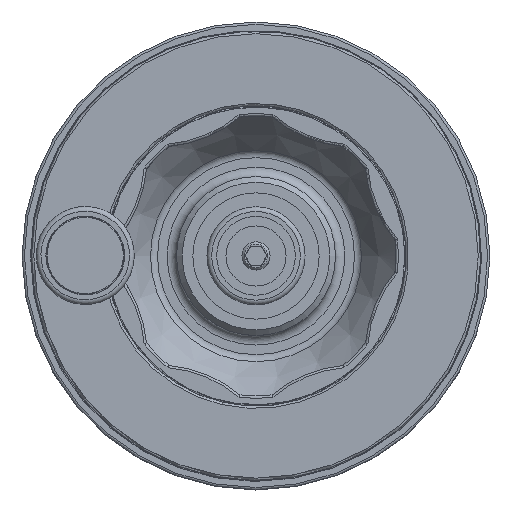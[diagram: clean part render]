
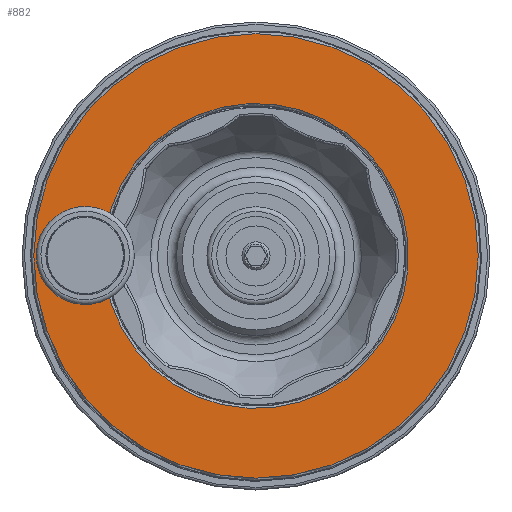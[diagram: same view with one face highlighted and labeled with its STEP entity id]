
A CAD part, top view. The second image highlights one B-rep face of the part: STEP entity #882.
In plain terms, the highlighted planar face has unit normal (0, 0, 1).
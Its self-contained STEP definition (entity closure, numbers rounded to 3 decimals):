
#882 = ADVANCED_FACE( '', ( #1896, #1897 ), #1898, .F. );
#1896 = FACE_OUTER_BOUND( '', #3274, .T. );
#1897 = FACE_BOUND( '', #3275, .T. );
#1898 = PLANE( '', #3276 );
#3274 = EDGE_LOOP( '', ( #6953 ) );
#3275 = EDGE_LOOP( '', ( #6954, #6955, #6956, #6957, #6958, #6959 ) );
#3276 = AXIS2_PLACEMENT_3D( '', #6960, #6961, #6962 );
#6953 = ORIENTED_EDGE( '', *, *, #9054, .T. );
#6954 = ORIENTED_EDGE( '', *, *, #9026, .F. );
#6955 = ORIENTED_EDGE( '', *, *, #9032, .T. );
#6956 = ORIENTED_EDGE( '', *, *, #9022, .F. );
#6957 = ORIENTED_EDGE( '', *, *, #9029, .F. );
#6958 = ORIENTED_EDGE( '', *, *, #9064, .F. );
#6959 = ORIENTED_EDGE( '', *, *, #9065, .F. );
#6960 = CARTESIAN_POINT( '', ( 0., 48., 12.4 ) );
#6961 = DIRECTION( '', ( 0., 0., -1. ) );
#6962 = DIRECTION( '', ( -1., 0., 0. ) );
#9022 = EDGE_CURVE( '', #11137, #11139, #11140, .T. );
#9026 = EDGE_CURVE( '', #11145, #11147, #11148, .T. );
#9029 = EDGE_CURVE( '', #11152, #11137, #11153, .T. );
#9032 = EDGE_CURVE( '', #11145, #11139, #11157, .T. );
#9054 = EDGE_CURVE( '', #11188, #11188, #11189, .F. );
#9064 = EDGE_CURVE( '', #11203, #11152, #11204, .T. );
#9065 = EDGE_CURVE( '', #11147, #11203, #11205, .T. );
#11137 = VERTEX_POINT( '', #16438 );
#11139 = VERTEX_POINT( '', #16441 );
#11140 = LINE( '', #16442, #16443 );
#11145 = VERTEX_POINT( '', #16454 );
#11147 = VERTEX_POINT( '', #16461 );
#11148 = LINE( '', #16462, #16463 );
#11152 = VERTEX_POINT( '', #16469 );
#11153 = LINE( '', #16470, #16471 );
#11157 = CIRCLE( '', #16477, 32.6 );
#11188 = VERTEX_POINT( '', #16516 );
#11189 = CIRCLE( '', #16517, 47.5 );
#11203 = VERTEX_POINT( '', #16534 );
#11204 = LINE( '', #16535, #16536 );
#11205 = LINE( '', #16537, #16538 );
#16438 = CARTESIAN_POINT( '', ( -36.643, -7.439, 12.4 ) );
#16441 = CARTESIAN_POINT( '', ( -32.222, -4.951, 12.4 ) );
#16442 = CARTESIAN_POINT( '', ( 14.881, 21.55, 12.4 ) );
#16443 = VECTOR( '', #18713, 1000. );
#16454 = CARTESIAN_POINT( '', ( -32.222, 4.951, 12.4 ) );
#16461 = CARTESIAN_POINT( '', ( -36.643, 7.439, 12.4 ) );
#16462 = CARTESIAN_POINT( '', ( -26.144, 1.532, 12.4 ) );
#16463 = VECTOR( '', #18715, 1000. );
#16469 = CARTESIAN_POINT( '', ( -42.993, -3.866, 12.4 ) );
#16470 = CARTESIAN_POINT( '', ( -32.501, -9.769, 12.4 ) );
#16471 = VECTOR( '', #18718, 1000. );
#16477 = AXIS2_PLACEMENT_3D( '', #18721, #18722, #18723 );
#16516 = CARTESIAN_POINT( '', ( -47.5, 0., 12.4 ) );
#16517 = AXIS2_PLACEMENT_3D( '', #18771, #18772, #18773 );
#16534 = CARTESIAN_POINT( '', ( -42.993, 3.866, 12.4 ) );
#16535 = CARTESIAN_POINT( '', ( -42.993, 48., 12.4 ) );
#16536 = VECTOR( '', #18795, 1000. );
#16537 = CARTESIAN_POINT( '', ( 8.524, 32.85, 12.4 ) );
#16538 = VECTOR( '', #18796, 1000. );
#18713 = DIRECTION( '', ( 0.872, 0.49, 0. ) );
#18715 = DIRECTION( '', ( -0.872, 0.49, 0. ) );
#18718 = DIRECTION( '', ( 0.872, -0.49, 0. ) );
#18721 = CARTESIAN_POINT( '', ( 0., 0., 12.4 ) );
#18722 = DIRECTION( '', ( 0., 0., -1. ) );
#18723 = DIRECTION( '', ( -1., 0., 0. ) );
#18771 = CARTESIAN_POINT( '', ( 0., 0., 12.4 ) );
#18772 = DIRECTION( '', ( 0., 0., -1. ) );
#18773 = DIRECTION( '', ( -1., 0., 0. ) );
#18795 = DIRECTION( '', ( 0., -1., 0. ) );
#18796 = DIRECTION( '', ( -0.872, -0.49, 0. ) );
